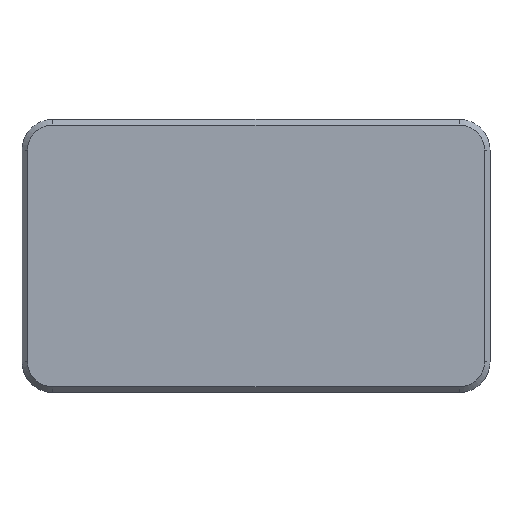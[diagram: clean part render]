
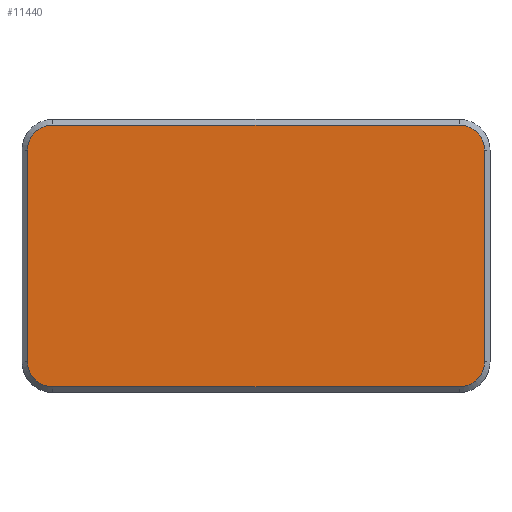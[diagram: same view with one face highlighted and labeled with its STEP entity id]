
A CAD part, top view. The second image highlights one B-rep face of the part: STEP entity #11440.
In plain terms, the highlighted planar face has unit normal (0, 0, 1).
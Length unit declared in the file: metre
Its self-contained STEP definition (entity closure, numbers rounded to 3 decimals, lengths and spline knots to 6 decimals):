
#755=CIRCLE('',#12410,0.009);
#756=CIRCLE('',#12412,0.009);
#759=CIRCLE('',#12418,0.009);
#760=CIRCLE('',#12420,0.009);
#1264=LINE('',#22534,#2119);
#1271=LINE('',#22555,#2126);
#1273=LINE('',#22559,#2128);
#1276=LINE('',#22573,#2131);
#2119=VECTOR('',#14279,1.);
#2126=VECTOR('',#14300,1.);
#2128=VECTOR('',#14304,1.);
#2131=VECTOR('',#14321,1.);
#4150=ORIENTED_EDGE('',*,*,#7028,.T.);
#4151=ORIENTED_EDGE('',*,*,#7023,.T.);
#4152=ORIENTED_EDGE('',*,*,#7030,.T.);
#4153=ORIENTED_EDGE('',*,*,#7036,.T.);
#4154=ORIENTED_EDGE('',*,*,#7041,.T.);
#4155=ORIENTED_EDGE('',*,*,#7043,.T.);
#4156=ORIENTED_EDGE('',*,*,#7039,.T.);
#4157=ORIENTED_EDGE('',*,*,#7034,.T.);
#7023=EDGE_CURVE('',#8466,#8465,#1264,.T.);
#7028=EDGE_CURVE('',#8468,#8466,#755,.T.);
#7030=EDGE_CURVE('',#8465,#8470,#756,.T.);
#7034=EDGE_CURVE('',#8471,#8468,#1271,.T.);
#7036=EDGE_CURVE('',#8470,#8473,#1273,.T.);
#7039=EDGE_CURVE('',#8474,#8471,#759,.T.);
#7041=EDGE_CURVE('',#8473,#8477,#760,.T.);
#7043=EDGE_CURVE('',#8477,#8474,#1276,.T.);
#8465=VERTEX_POINT('',#22533);
#8466=VERTEX_POINT('',#22535);
#8468=VERTEX_POINT('',#22541);
#8470=VERTEX_POINT('',#22547);
#8471=VERTEX_POINT('',#22552);
#8473=VERTEX_POINT('',#22558);
#8474=VERTEX_POINT('',#22562);
#8477=VERTEX_POINT('',#22569);
#9647=EDGE_LOOP('',(#4150,#4151,#4152,#4153,#4154,#4155,#4156,#4157));
#10424=FACE_BOUND('',#9647,.T.);
#10961=PLANE('',#12423);
#11440=ADVANCED_FACE('',(#10424),#10961,.T.);
#12410=AXIS2_PLACEMENT_3D('',#22544,#14287,#14288);
#12412=AXIS2_PLACEMENT_3D('',#22548,#14292,#14293);
#12418=AXIS2_PLACEMENT_3D('',#22565,#14310,#14311);
#12420=AXIS2_PLACEMENT_3D('',#22570,#14315,#14316);
#12423=AXIS2_PLACEMENT_3D('',#22575,#14323,#14324);
#14279=DIRECTION('',(1.,0.,0.));
#14287=DIRECTION('',(0.,0.,1.));
#14288=DIRECTION('',(0.,-1.,0.));
#14292=DIRECTION('',(0.,0.,1.));
#14293=DIRECTION('',(0.,-1.,0.));
#14300=DIRECTION('',(0.,-1.,0.));
#14304=DIRECTION('',(0.,1.,0.));
#14310=DIRECTION('',(0.,0.,1.));
#14311=DIRECTION('',(0.,-1.,0.));
#14315=DIRECTION('',(0.,0.,1.));
#14316=DIRECTION('',(0.,-1.,0.));
#14321=DIRECTION('',(-1.,0.,0.));
#14323=DIRECTION('',(0.,0.,1.));
#14324=DIRECTION('',(0.,-1.,0.));
#22533=CARTESIAN_POINT('',(0.073,-0.047,0.024));
#22534=CARTESIAN_POINT('',(-0.073,-0.047,0.024));
#22535=CARTESIAN_POINT('',(-0.073,-0.047,0.024));
#22541=CARTESIAN_POINT('',(-0.082,-0.038,0.024));
#22544=CARTESIAN_POINT('',(-0.073,-0.038,0.024));
#22547=CARTESIAN_POINT('',(0.082,-0.038,0.024));
#22548=CARTESIAN_POINT('',(0.073,-0.038,0.024));
#22552=CARTESIAN_POINT('',(-0.082,0.038,0.024));
#22555=CARTESIAN_POINT('',(-0.082,-0.038,0.024));
#22558=CARTESIAN_POINT('',(0.082,0.038,0.024));
#22559=CARTESIAN_POINT('',(0.082,-0.038,0.024));
#22562=CARTESIAN_POINT('',(-0.073,0.047,0.024));
#22565=CARTESIAN_POINT('',(-0.073,0.038,0.024));
#22569=CARTESIAN_POINT('',(0.073,0.047,0.024));
#22570=CARTESIAN_POINT('',(0.073,0.038,0.024));
#22573=CARTESIAN_POINT('',(-0.073,0.047,0.024));
#22575=CARTESIAN_POINT('',(-0.073,-0.038,0.024));
